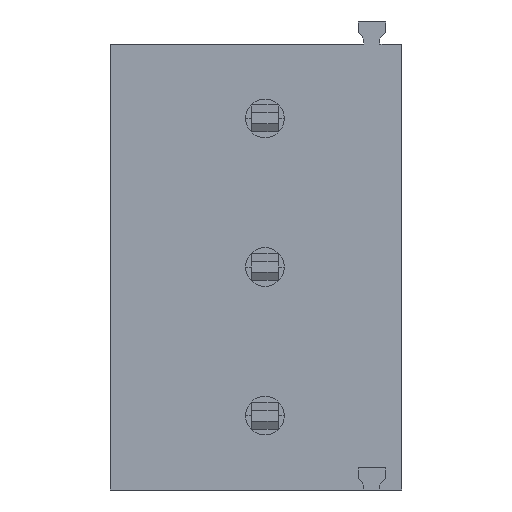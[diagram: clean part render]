
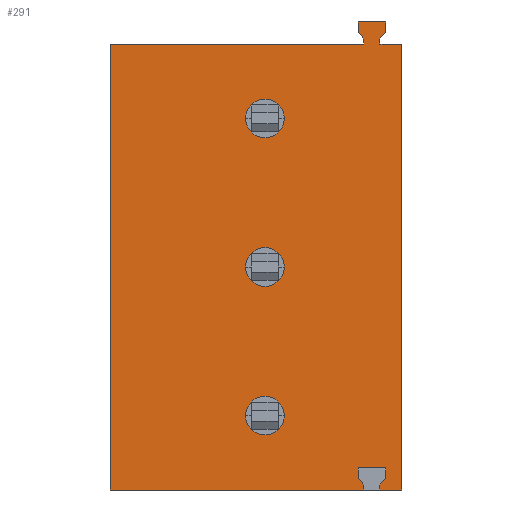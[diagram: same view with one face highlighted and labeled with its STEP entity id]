
A CAD part, front view. The second image highlights one B-rep face of the part: STEP entity #291.
In plain terms, the highlighted planar face has unit normal (0, -1, 0).
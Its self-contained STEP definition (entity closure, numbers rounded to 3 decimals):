
#291=ADVANCED_FACE('',(#712,#713,#714,#715),#716,.T.);
#712=FACE_OUTER_BOUND('',#1276,.T.);
#713=FACE_BOUND('',#1277,.T.);
#714=FACE_BOUND('',#1278,.T.);
#715=FACE_BOUND('',#1279,.T.);
#716=PLANE('',#1280);
#1276=EDGE_LOOP('',(#2073,#2074,#2075,#2076,#2077,#2078,#2079,#2080,#2081,#2082,#2083,#2084,#2085,#2086,#2087,#2088,#2089,#2090,#2091,#2092));
#1277=EDGE_LOOP('',(#2093,#2094));
#1278=EDGE_LOOP('',(#2095,#2096));
#1279=EDGE_LOOP('',(#2097,#2098));
#1280=AXIS2_PLACEMENT_3D('',#2099,#2100,#2101);
#2073=ORIENTED_EDGE('',*,*,#3505,.F.);
#2074=ORIENTED_EDGE('',*,*,#3448,.T.);
#2075=ORIENTED_EDGE('',*,*,#3381,.F.);
#2076=ORIENTED_EDGE('',*,*,#3365,.F.);
#2077=ORIENTED_EDGE('',*,*,#3346,.F.);
#2078=ORIENTED_EDGE('',*,*,#3374,.F.);
#2079=ORIENTED_EDGE('',*,*,#3355,.F.);
#2080=ORIENTED_EDGE('',*,*,#3384,.F.);
#2081=ORIENTED_EDGE('',*,*,#3360,.F.);
#2082=ORIENTED_EDGE('',*,*,#3447,.T.);
#2083=ORIENTED_EDGE('',*,*,#3506,.T.);
#2084=ORIENTED_EDGE('',*,*,#3507,.F.);
#2085=ORIENTED_EDGE('',*,*,#3508,.T.);
#2086=ORIENTED_EDGE('',*,*,#3509,.T.);
#2087=ORIENTED_EDGE('',*,*,#3510,.T.);
#2088=ORIENTED_EDGE('',*,*,#3511,.T.);
#2089=ORIENTED_EDGE('',*,*,#3512,.T.);
#2090=ORIENTED_EDGE('',*,*,#3513,.T.);
#2091=ORIENTED_EDGE('',*,*,#3514,.T.);
#2092=ORIENTED_EDGE('',*,*,#3515,.F.);
#2093=ORIENTED_EDGE('',*,*,#3326,.F.);
#2094=ORIENTED_EDGE('',*,*,#3516,.F.);
#2095=ORIENTED_EDGE('',*,*,#3517,.F.);
#2096=ORIENTED_EDGE('',*,*,#3518,.F.);
#2097=ORIENTED_EDGE('',*,*,#3519,.F.);
#2098=ORIENTED_EDGE('',*,*,#3520,.F.);
#2099=CARTESIAN_POINT('',(-6.422,0.0,-2.773));
#2100=DIRECTION('',(0.0,-1.0,0.0));
#2101=DIRECTION('',(0.,0.0,1.0));
#3326=EDGE_CURVE('',#3957,#3958,#3959,.T.);
#3346=EDGE_CURVE('',#3993,#3994,#3995,.T.);
#3355=EDGE_CURVE('',#4008,#4009,#4010,.T.);
#3360=EDGE_CURVE('',#4017,#4018,#4019,.T.);
#3365=EDGE_CURVE('',#3994,#4026,#4027,.T.);
#3374=EDGE_CURVE('',#4009,#3993,#4038,.T.);
#3381=EDGE_CURVE('',#4026,#4049,#4050,.T.);
#3384=EDGE_CURVE('',#4018,#4008,#4053,.T.);
#3447=EDGE_CURVE('',#4017,#4150,#4152,.T.);
#3448=EDGE_CURVE('',#4153,#4049,#4154,.T.);
#3505=EDGE_CURVE('',#4153,#4239,#4240,.T.);
#3506=EDGE_CURVE('',#4150,#4241,#4242,.T.);
#3507=EDGE_CURVE('',#4243,#4241,#4244,.T.);
#3508=EDGE_CURVE('',#4243,#4245,#4246,.T.);
#3509=EDGE_CURVE('',#4245,#4247,#4248,.T.);
#3510=EDGE_CURVE('',#4247,#4249,#4250,.T.);
#3511=EDGE_CURVE('',#4249,#4251,#4252,.T.);
#3512=EDGE_CURVE('',#4251,#4253,#4254,.T.);
#3513=EDGE_CURVE('',#4253,#4255,#4256,.T.);
#3514=EDGE_CURVE('',#4255,#4257,#4258,.T.);
#3515=EDGE_CURVE('',#4239,#4257,#4259,.T.);
#3516=EDGE_CURVE('',#3958,#3957,#4260,.T.);
#3517=EDGE_CURVE('',#4261,#4262,#4263,.T.);
#3518=EDGE_CURVE('',#4262,#4261,#4264,.T.);
#3519=EDGE_CURVE('',#4265,#4266,#4267,.T.);
#3520=EDGE_CURVE('',#4266,#4265,#4268,.T.);
#3957=VERTEX_POINT('',#4876);
#3958=VERTEX_POINT('',#4877);
#3959=CIRCLE('',#4878,0.65);
#3993=VERTEX_POINT('',#4926);
#3994=VERTEX_POINT('',#4927);
#3995=LINE('',#4928,#4929);
#4008=VERTEX_POINT('',#4947);
#4009=VERTEX_POINT('',#4948);
#4010=LINE('',#4949,#4950);
#4017=VERTEX_POINT('',#4960);
#4018=VERTEX_POINT('',#4961);
#4019=LINE('',#4962,#4963);
#4026=VERTEX_POINT('',#4973);
#4027=LINE('',#4974,#4975);
#4038=LINE('',#4992,#4993);
#4049=VERTEX_POINT('',#5008);
#4050=LINE('',#5009,#5010);
#4053=LINE('',#5014,#5015);
#4150=VERTEX_POINT('',#5145);
#4152=LINE('',#5148,#5149);
#4153=VERTEX_POINT('',#5150);
#4154=LINE('',#5151,#5152);
#4239=VERTEX_POINT('',#5272);
#4240=LINE('',#5273,#5274);
#4241=VERTEX_POINT('',#5275);
#4242=LINE('',#5276,#5277);
#4243=VERTEX_POINT('',#5278);
#4244=LINE('',#5279,#5280);
#4245=VERTEX_POINT('',#5281);
#4246=LINE('',#5282,#5283);
#4247=VERTEX_POINT('',#5284);
#4248=LINE('',#5285,#5286);
#4249=VERTEX_POINT('',#5287);
#4250=LINE('',#5288,#5289);
#4251=VERTEX_POINT('',#5290);
#4252=LINE('',#5291,#5292);
#4253=VERTEX_POINT('',#5293);
#4254=LINE('',#5294,#5295);
#4255=VERTEX_POINT('',#5296);
#4256=LINE('',#5297,#5298);
#4257=VERTEX_POINT('',#5299);
#4258=LINE('',#5300,#5301);
#4259=LINE('',#5302,#5303);
#4260=CIRCLE('',#5304,0.65);
#4261=VERTEX_POINT('',#5305);
#4262=VERTEX_POINT('',#5306);
#4263=CIRCLE('',#5307,0.65);
#4264=CIRCLE('',#5308,0.65);
#4265=VERTEX_POINT('',#5309);
#4266=VERTEX_POINT('',#5310);
#4267=CIRCLE('',#5311,0.65);
#4268=CIRCLE('',#5312,0.65);
#4876=CARTESIAN_POINT('',(-4.714,0.0,-8.241));
#4877=CARTESIAN_POINT('',(-3.414,0.0,-8.241));
#4878=AXIS2_PLACEMENT_3D('',#6130,#6131,#6132);
#4926=CARTESIAN_POINT('',(0.0,0.0,0.));
#4927=CARTESIAN_POINT('',(0.0,0.0,-0.342));
#4928=CARTESIAN_POINT('',(0.0,0.0,-8.241));
#4929=VECTOR('',#6150,1.0);
#4947=CARTESIAN_POINT('',(-0.928,0.0,-0.342));
#4948=CARTESIAN_POINT('',(-0.928,0.0,0.));
#4949=CARTESIAN_POINT('',(-0.928,0.0,-8.241));
#4950=VECTOR('',#6159,1.0);
#4960=CARTESIAN_POINT('',(-0.733,0.0,-0.741));
#4961=CARTESIAN_POINT('',(-0.733,0.0,-0.574));
#4962=CARTESIAN_POINT('',(-0.733,0.0,-8.241));
#4963=VECTOR('',#6163,1.0);
#4973=CARTESIAN_POINT('',(-0.195,0.0,-0.574));
#4974=CARTESIAN_POINT('',(-6.642,0.0,-8.241));
#4975=VECTOR('',#6167,1.0);
#4992=CARTESIAN_POINT('',(-62.994,0.0,0.));
#4993=VECTOR('',#6174,1.0);
#5008=CARTESIAN_POINT('',(-0.195,0.0,-0.741));
#5009=CARTESIAN_POINT('',(-0.195,0.0,-8.241));
#5010=VECTOR('',#6179,1.0);
#5014=CARTESIAN_POINT('',(5.714,0.0,-8.241));
#5015=VECTOR('',#6181,1.0);
#5145=CARTESIAN_POINT('',(-9.264,0.0,-0.741));
#5148=CARTESIAN_POINT('',(-62.994,0.0,-0.741));
#5149=VECTOR('',#6258,1.0);
#5150=CARTESIAN_POINT('',(0.536,0.0,-0.741));
#5151=CARTESIAN_POINT('',(-62.994,0.0,-0.741));
#5152=VECTOR('',#6259,1.0);
#5272=CARTESIAN_POINT('',(0.536,0.0,-15.741));
#5273=CARTESIAN_POINT('',(0.536,0.0,-13.241));
#5274=VECTOR('',#6310,1.0);
#5275=CARTESIAN_POINT('',(-9.264,0.0,-15.741));
#5276=CARTESIAN_POINT('',(-9.264,0.0,-8.241));
#5277=VECTOR('',#6311,1.0);
#5278=CARTESIAN_POINT('',(-0.733,0.0,-15.741));
#5279=CARTESIAN_POINT('',(-62.994,0.0,-15.741));
#5280=VECTOR('',#6312,1.0);
#5281=CARTESIAN_POINT('',(-0.733,0.0,-15.574));
#5282=CARTESIAN_POINT('',(-0.733,0.0,-13.241));
#5283=VECTOR('',#6313,1.0);
#5284=CARTESIAN_POINT('',(-0.928,0.0,-15.342));
#5285=CARTESIAN_POINT('',(-2.695,0.0,-13.241));
#5286=VECTOR('',#6314,1.0);
#5287=CARTESIAN_POINT('',(-0.928,0.0,-15.0));
#5288=CARTESIAN_POINT('',(-0.928,0.0,-13.241));
#5289=VECTOR('',#6315,1.0);
#5290=CARTESIAN_POINT('',(0.0,0.0,-15.0));
#5291=CARTESIAN_POINT('',(-62.994,0.0,-15.0));
#5292=VECTOR('',#6316,1.0);
#5293=CARTESIAN_POINT('',(0.0,0.0,-15.342));
#5294=CARTESIAN_POINT('',(0.0,0.0,-13.241));
#5295=VECTOR('',#6317,1.0);
#5296=CARTESIAN_POINT('',(-0.195,0.0,-15.574));
#5297=CARTESIAN_POINT('',(1.767,0.0,-13.241));
#5298=VECTOR('',#6318,1.0);
#5299=CARTESIAN_POINT('',(-0.195,0.0,-15.741));
#5300=CARTESIAN_POINT('',(-0.195,0.0,-13.241));
#5301=VECTOR('',#6319,1.0);
#5302=CARTESIAN_POINT('',(-62.994,0.0,-15.741));
#5303=VECTOR('',#6320,1.0);
#5304=AXIS2_PLACEMENT_3D('',#6321,#6322,#6323);
#5305=CARTESIAN_POINT('',(-3.414,0.0,-3.241));
#5306=CARTESIAN_POINT('',(-4.714,0.0,-3.241));
#5307=AXIS2_PLACEMENT_3D('',#6324,#6325,#6326);
#5308=AXIS2_PLACEMENT_3D('',#6327,#6328,#6329);
#5309=CARTESIAN_POINT('',(-4.714,0.0,-13.241));
#5310=CARTESIAN_POINT('',(-3.414,0.0,-13.241));
#5311=AXIS2_PLACEMENT_3D('',#6330,#6331,#6332);
#5312=AXIS2_PLACEMENT_3D('',#6333,#6334,#6335);
#6130=CARTESIAN_POINT('',(-4.064,0.0,-8.241));
#6131=DIRECTION('',(0.0,-1.0,0.0));
#6132=DIRECTION('',(1.0,0.0,0.0));
#6150=DIRECTION('',(0.,0.0,-1.0));
#6159=DIRECTION('',(0.,0.0,1.0));
#6163=DIRECTION('',(0.,0.0,1.0));
#6167=DIRECTION('',(-0.644,0.0,-0.765));
#6174=DIRECTION('',(1.0,0.0,0.));
#6179=DIRECTION('',(0.,0.0,-1.0));
#6181=DIRECTION('',(-0.644,0.0,0.765));
#6258=DIRECTION('',(-1.0,0.0,0.));
#6259=DIRECTION('',(-1.0,0.0,0.));
#6310=DIRECTION('',(0.,0.0,-1.0));
#6311=DIRECTION('',(0.,0.0,-1.0));
#6312=DIRECTION('',(-1.0,0.0,0.));
#6313=DIRECTION('',(0.,0.0,1.0));
#6314=DIRECTION('',(-0.644,0.0,0.765));
#6315=DIRECTION('',(0.,0.0,1.0));
#6316=DIRECTION('',(1.0,0.0,0.));
#6317=DIRECTION('',(0.,0.0,-1.0));
#6318=DIRECTION('',(-0.644,0.0,-0.765));
#6319=DIRECTION('',(0.,0.0,-1.0));
#6320=DIRECTION('',(-1.0,0.0,0.));
#6321=CARTESIAN_POINT('',(-4.064,0.0,-8.241));
#6322=DIRECTION('',(0.0,-1.0,0.0));
#6323=DIRECTION('',(1.0,0.0,0.0));
#6324=CARTESIAN_POINT('',(-4.064,0.0,-3.241));
#6325=DIRECTION('',(0.0,-1.0,0.0));
#6326=DIRECTION('',(1.0,0.0,0.0));
#6327=CARTESIAN_POINT('',(-4.064,0.0,-3.241));
#6328=DIRECTION('',(0.0,-1.0,0.0));
#6329=DIRECTION('',(1.0,0.0,0.0));
#6330=CARTESIAN_POINT('',(-4.064,0.0,-13.241));
#6331=DIRECTION('',(0.0,-1.0,0.0));
#6332=DIRECTION('',(1.0,0.0,0.0));
#6333=CARTESIAN_POINT('',(-4.064,0.0,-13.241));
#6334=DIRECTION('',(0.0,-1.0,0.0));
#6335=DIRECTION('',(1.0,0.0,0.0));
